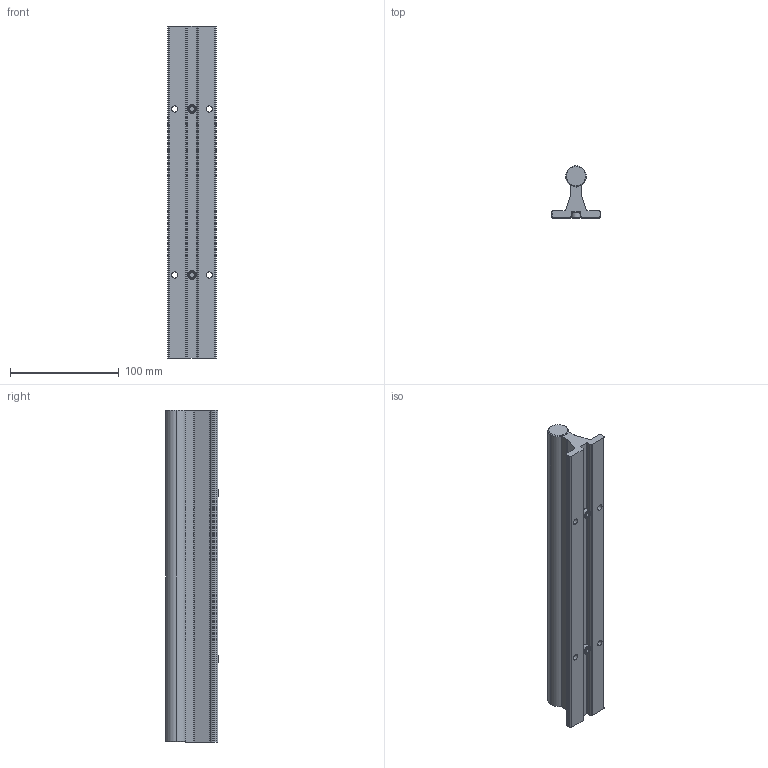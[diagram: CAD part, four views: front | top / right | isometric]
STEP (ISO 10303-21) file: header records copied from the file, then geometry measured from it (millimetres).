
FILE_DESCRIPTION (( 'STEP AP203' ), '1' );
FILE_NAME ('ShaftRailAssembly_4B47444323.step', '2019-07-18T18:04:39', ( '' ), ( '' ), 'SwSTEP 2.0', 'SolidWorks 2018', '' );
FILE_SCHEMA (( 'CONFIG_CONTROL_DESIGN' ));
Length unit declared in the file: inch
Products named in the file (3): pcSoGxk7jB_CADModel_0; ShaftRailAssembly_4B47444323
Assembly tree (1 placements, depth 2):
  pcSoGxk7jB_CADModel_0
  ShaftRailAssembly_4B47444323
    pcSoGxk7jB_CADModel_0
Bounding box: 44.45 x 47.88 x 304.8 mm (x, y, z)
Volume: 246399.2 mm3; surface area: 67215.9 mm2
Topology: 4 solids, 4 shells, 125 faces, 291 edges, 176 vertices
Faces by surface type: plane 49, cylinder 42, cone 34
Entity records: 4009 total; most frequent: CARTESIAN_POINT 855, DIRECTION 631, ORIENTED_EDGE 574, EDGE_CURVE 287, AXIS2_PLACEMENT_3D 236, VERTEX_POINT 176, VECTOR 159, LINE 159
